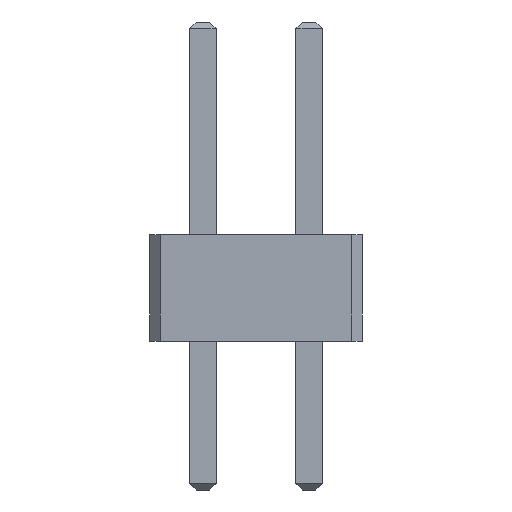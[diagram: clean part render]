
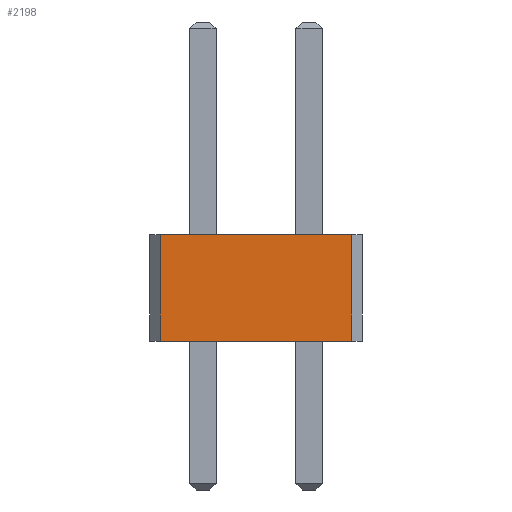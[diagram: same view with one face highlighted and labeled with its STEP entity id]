
A CAD part, front view. The second image highlights one B-rep face of the part: STEP entity #2198.
In plain terms, the highlighted planar face has unit normal (0, -1, 0).
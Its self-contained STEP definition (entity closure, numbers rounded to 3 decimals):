
#13=DIRECTION('',(0.,0.,1.));
#27=VECTOR('',#13,1.);
#67=DIRECTION('',(1.,0.,0.));
#2185=VERTEX_POINT('',#2186);
#2186=CARTESIAN_POINT('',(-0.8,-75.,2.));
#2189=EDGE_CURVE('',#2190,#2185,#2192,.T.);
#2190=VERTEX_POINT('',#2191);
#2191=CARTESIAN_POINT('',(-0.8,-75.,0.));
#2192=LINE('',#2191,#27);
#2198=ADVANCED_FACE('',(#2199),#2216,.F.);
#2199=FACE_BOUND('',#2200,.F.);
#2200=EDGE_LOOP('',(#2201,#2202,#2208,#2213));
#2201=ORIENTED_EDGE('',*,*,#2189,.T.);
#2202=ORIENTED_EDGE('',*,*,#2203,.T.);
#2203=EDGE_CURVE('',#2185,#2204,#2206,.T.);
#2204=VERTEX_POINT('',#2205);
#2205=CARTESIAN_POINT('',(2.8,-75.,2.));
#2206=LINE('',#2186,#2207);
#2207=VECTOR('',#67,1.);
#2208=ORIENTED_EDGE('',*,*,#2209,.F.);
#2209=EDGE_CURVE('',#2210,#2204,#2212,.T.);
#2210=VERTEX_POINT('',#2211);
#2211=CARTESIAN_POINT('',(2.8,-75.,0.));
#2212=LINE('',#2211,#27);
#2213=ORIENTED_EDGE('',*,*,#2214,.F.);
#2214=EDGE_CURVE('',#2190,#2210,#2215,.T.);
#2215=LINE('',#2191,#2207);
#2216=PLANE('',#2217);
#2217=AXIS2_PLACEMENT_3D('',#2191,#2218,#67);
#2218=DIRECTION('',(0.,1.,0.));
